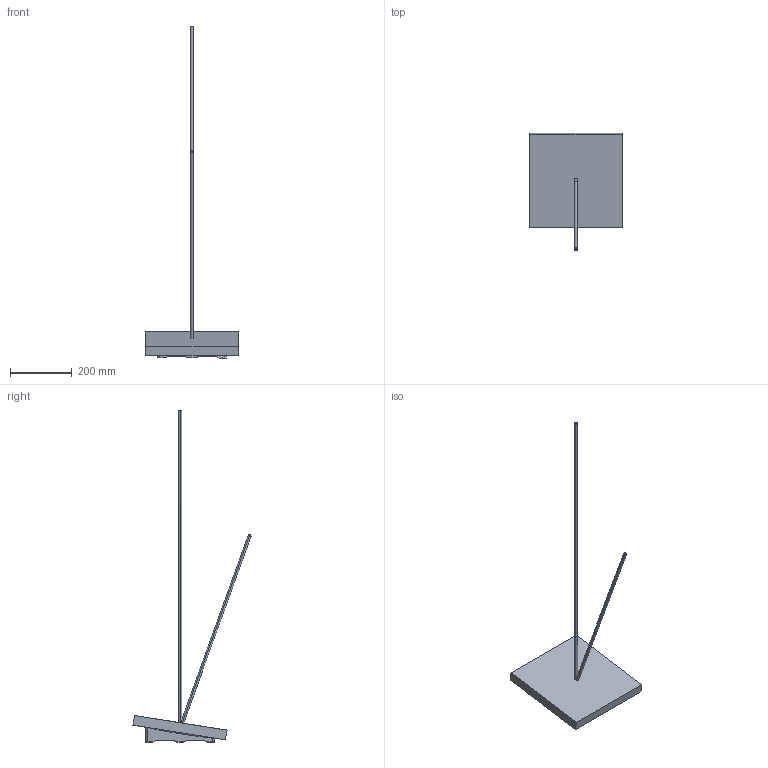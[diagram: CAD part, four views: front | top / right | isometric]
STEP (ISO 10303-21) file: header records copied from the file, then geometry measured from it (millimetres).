
FILE_DESCRIPTION (( 'STEP AP203' ), '1' );
FILE_NAME ('300mm new reflector defeatured.STEP', '2026-02-19T23:16:05', ( '' ), ( '' ), 'SwSTEP 2.0', 'SolidWorks 2021', '' );
FILE_SCHEMA (( 'CONFIG_CONTROL_DESIGN' ));
Length unit declared in the file: inch
Products named in the file (1): 300mm new reflector defeatured
Bounding box: 300.14 x 383.06 x 1077.4 mm (x, y, z)
Volume: 3687609.5 mm3; surface area: 329206.5 mm2
Topology: 1 solids, 1 shells, 191 faces, 496 edges, 303 vertices
Faces by surface type: plane 88, cylinder 52, bspline 33, cone 18
Entity records: 6583 total; most frequent: CARTESIAN_POINT 2249, ORIENTED_EDGE 956, DIRECTION 792, EDGE_CURVE 478, VERTEX_POINT 303, AXIS2_PLACEMENT_3D 266, VECTOR 260, LINE 260
